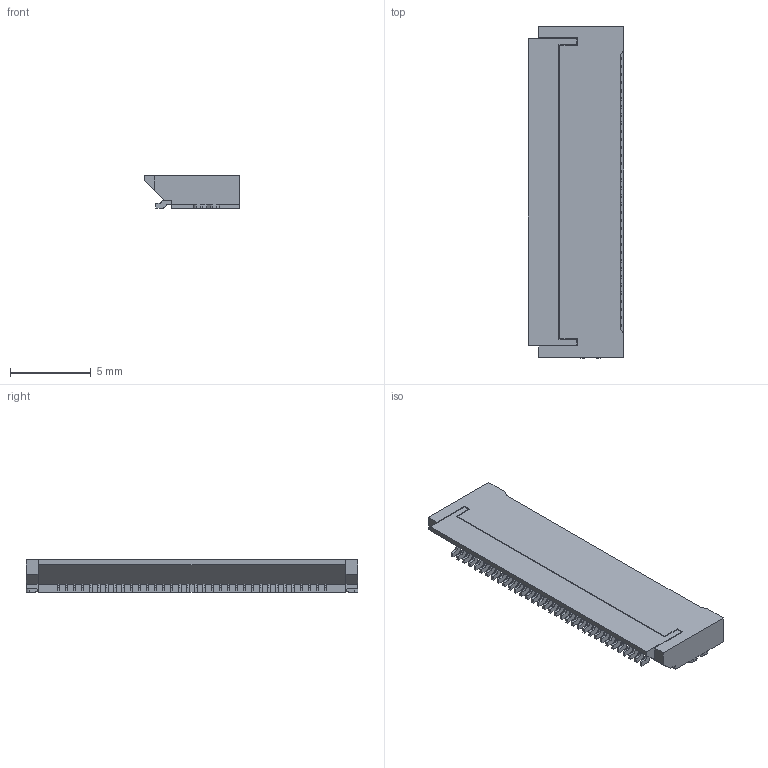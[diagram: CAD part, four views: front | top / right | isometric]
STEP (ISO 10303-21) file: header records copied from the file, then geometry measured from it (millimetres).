
FILE_DESCRIPTION((''),'2;1');
FILE_NAME('1X05A20H50X','2021-12-27T16:13:10',('Administrator'),(''),'CREO PARAMETRIC BY PTC INC, 2018050','CREO PARAMETRIC BY PTC INC, 2018050','');
FILE_SCHEMA(('CONFIG_CONTROL_DESIGN'));
Length unit declared in the file: millimetre
Products named in the file (1): 1X05A20H50X
Bounding box: 5.9 x 20.5 x 2 mm (x, y, z)
Volume: 174.3 mm3; surface area: 520.9 mm2
Topology: 1 solids, 1 shells, 884 faces, 2462 edges, 1616 vertices
Faces by surface type: plane 704, cylinder 180
Entity records: 28016 total; most frequent: CARTESIAN_POINT 4962, ORIENTED_EDGE 4924, DIRECTION 4590, EDGE_CURVE 2462, VECTOR 2102, LINE 2102, VERTEX_POINT 1616, AXIS2_PLACEMENT_3D 1244
